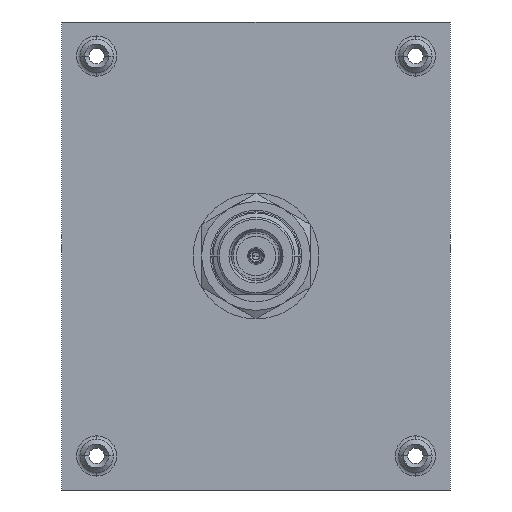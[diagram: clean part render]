
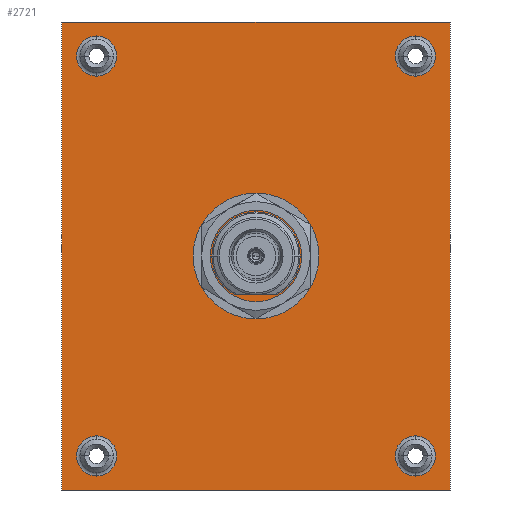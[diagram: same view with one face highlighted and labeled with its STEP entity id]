
A CAD part, front view. The second image highlights one B-rep face of the part: STEP entity #2721.
In plain terms, the highlighted planar face has unit normal (0, -1, 0).
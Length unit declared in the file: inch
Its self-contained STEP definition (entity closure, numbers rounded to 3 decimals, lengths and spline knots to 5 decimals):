
#49 = EDGE_CURVE ( 'NONE', #7400, #765, #9709, .T. ) ;
#65 = DIRECTION ( 'NONE',  ( 1., 0., 0. ) ) ;
#106 = EDGE_LOOP ( 'NONE', ( #6142, #8619 ) ) ;
#167 = DIRECTION ( 'NONE',  ( 0., 0., -1. ) ) ;
#175 = LINE ( 'NONE', #4640, #8941 ) ;
#381 = CARTESIAN_POINT ( 'NONE',  ( 0., 0., 0. ) ) ;
#576 = DIRECTION ( 'NONE',  ( 0., -1., 0. ) ) ;
#686 = DIRECTION ( 'NONE',  ( 0., 0., 1. ) ) ;
#765 = VERTEX_POINT ( 'NONE', #4698 ) ;
#992 = CARTESIAN_POINT ( 'NONE',  ( -1.1, 0., 1.51852 ) ) ;
#1125 = LINE ( 'NONE', #11999, #6644 ) ;
#1182 = PLANE ( 'NONE',  #7490 ) ;
#1269 = VERTEX_POINT ( 'NONE', #8929 ) ;
#1293 = DIRECTION ( 'NONE',  ( 0., -1., 0. ) ) ;
#1398 = CARTESIAN_POINT ( 'NONE',  ( 1.1, 0., -1.51852 ) ) ;
#1619 = VERTEX_POINT ( 'NONE', #6185 ) ;
#1700 = AXIS2_PLACEMENT_3D ( 'NONE', #3110, #5300, #5446 ) ;
#1761 = CIRCLE ( 'NONE', #10133, 0.13852 ) ;
#1858 = AXIS2_PLACEMENT_3D ( 'NONE', #3687, #576, #8152 ) ;
#1961 = FACE_OUTER_BOUND ( 'NONE', #3510, .T. ) ;
#2025 = FACE_BOUND ( 'NONE', #9552, .T. ) ;
#2145 = DIRECTION ( 'NONE',  ( 0., 0., -1. ) ) ;
#2414 = EDGE_CURVE ( 'NONE', #2546, #7001, #8629, .T. ) ;
#2478 = CARTESIAN_POINT ( 'NONE',  ( 1.1, 0., -1.38 ) ) ;
#2546 = VERTEX_POINT ( 'NONE', #1398 ) ;
#2573 = DIRECTION ( 'NONE',  ( 0., -1., 0. ) ) ;
#2721 = ADVANCED_FACE ( 'NONE', ( #11655, #8670, #13857, #3089, #2025, #1961 ), #1182, .T. ) ;
#2773 = CARTESIAN_POINT ( 'NONE',  ( -1.1, 0., 1.38 ) ) ;
#2901 = VERTEX_POINT ( 'NONE', #6959 ) ;
#2999 = VERTEX_POINT ( 'NONE', #8381 ) ;
#3089 = FACE_BOUND ( 'NONE', #11035, .T. ) ;
#3110 = CARTESIAN_POINT ( 'NONE',  ( 1.1, 0., 1.38 ) ) ;
#3153 = DIRECTION ( 'NONE',  ( 0., 0., -1. ) ) ;
#3272 = ORIENTED_EDGE ( 'NONE', *, *, #2414, .F. ) ;
#3471 = VERTEX_POINT ( 'NONE', #3637 ) ;
#3510 = EDGE_LOOP ( 'NONE', ( #12808, #12760, #8997, #6077 ) ) ;
#3558 = CARTESIAN_POINT ( 'NONE',  ( -1.1, 0., -1.38 ) ) ;
#3576 = DIRECTION ( 'NONE',  ( 0., 0., -1. ) ) ;
#3592 = AXIS2_PLACEMENT_3D ( 'NONE', #6034, #10377, #12487 ) ;
#3637 = CARTESIAN_POINT ( 'NONE',  ( 0., 0., 0.2525 ) ) ;
#3687 = CARTESIAN_POINT ( 'NONE',  ( 1.1, 0., -1.38 ) ) ;
#3777 = DIRECTION ( 'NONE',  ( 0., 0., -1. ) ) ;
#3923 = CARTESIAN_POINT ( 'NONE',  ( -1.1, 0., 1.38 ) ) ;
#4021 = EDGE_CURVE ( 'NONE', #5511, #6183, #9793, .T. ) ;
#4353 = AXIS2_PLACEMENT_3D ( 'NONE', #2773, #6222, #13544 ) ;
#4452 = CIRCLE ( 'NONE', #6029, 0.2525 ) ;
#4617 = CARTESIAN_POINT ( 'NONE',  ( -1.34, 0., 1.615 ) ) ;
#4640 = CARTESIAN_POINT ( 'NONE',  ( -1.34, 0., -1.615 ) ) ;
#4698 = CARTESIAN_POINT ( 'NONE',  ( 1.1, 0., 1.51852 ) ) ;
#4864 = ORIENTED_EDGE ( 'NONE', *, *, #10942, .F. ) ;
#4983 = EDGE_CURVE ( 'NONE', #6183, #5511, #6191, .T. ) ;
#5244 = LINE ( 'NONE', #7576, #5948 ) ;
#5300 = DIRECTION ( 'NONE',  ( 0., -1., 0. ) ) ;
#5446 = DIRECTION ( 'NONE',  ( 0., 0., -1. ) ) ;
#5511 = VERTEX_POINT ( 'NONE', #992 ) ;
#5529 = EDGE_CURVE ( 'NONE', #765, #7400, #11429, .T. ) ;
#5614 = DIRECTION ( 'NONE',  ( 0., 0., -1. ) ) ;
#5750 = AXIS2_PLACEMENT_3D ( 'NONE', #3923, #8105, #3777 ) ;
#5755 = DIRECTION ( 'NONE',  ( 0., -1., 0. ) ) ;
#5778 = VERTEX_POINT ( 'NONE', #10254 ) ;
#5948 = VECTOR ( 'NONE', #65, 39.37008 ) ;
#6029 = AXIS2_PLACEMENT_3D ( 'NONE', #381, #2573, #167 ) ;
#6034 = CARTESIAN_POINT ( 'NONE',  ( 1.1, 0., 1.38 ) ) ;
#6051 = LINE ( 'NONE', #9458, #12347 ) ;
#6062 = EDGE_CURVE ( 'NONE', #1619, #11862, #175, .T. ) ;
#6077 = ORIENTED_EDGE ( 'NONE', *, *, #7349, .T. ) ;
#6142 = ORIENTED_EDGE ( 'NONE', *, *, #49, .F. ) ;
#6173 = DIRECTION ( 'NONE',  ( 1., 0., 0. ) ) ;
#6179 = EDGE_LOOP ( 'NONE', ( #12192, #8180, #11492 ) ) ;
#6183 = VERTEX_POINT ( 'NONE', #9731 ) ;
#6185 = CARTESIAN_POINT ( 'NONE',  ( -1.34, 0., -1.615 ) ) ;
#6191 = CIRCLE ( 'NONE', #5750, 0.13852 ) ;
#6222 = DIRECTION ( 'NONE',  ( 0., -1., 0. ) ) ;
#6260 = CARTESIAN_POINT ( 'NONE',  ( -1.34, 0., -1.615 ) ) ;
#6397 = EDGE_CURVE ( 'NONE', #9428, #2999, #5244, .T. ) ;
#6484 = ORIENTED_EDGE ( 'NONE', *, *, #4983, .F. ) ;
#6644 = VECTOR ( 'NONE', #8754, 39.37008 ) ;
#6959 = CARTESIAN_POINT ( 'NONE',  ( -1.1, 0., -1.51852 ) ) ;
#7001 = VERTEX_POINT ( 'NONE', #9920 ) ;
#7190 = AXIS2_PLACEMENT_3D ( 'NONE', #2478, #1293, #10853 ) ;
#7349 = EDGE_CURVE ( 'NONE', #11862, #2999, #1125, .T. ) ;
#7400 = VERTEX_POINT ( 'NONE', #13005 ) ;
#7460 = LINE ( 'NONE', #7530, #8775 ) ;
#7490 = AXIS2_PLACEMENT_3D ( 'NONE', #6260, #13994, #3153 ) ;
#7530 = CARTESIAN_POINT ( 'NONE',  ( -1.34, 0., -0.2175 ) ) ;
#7576 = CARTESIAN_POINT ( 'NONE',  ( -1.34, 0., 1.615 ) ) ;
#7661 = DIRECTION ( 'NONE',  ( 0., -1., 0. ) ) ;
#7682 = DIRECTION ( 'NONE',  ( 0., -1., 0. ) ) ;
#7866 = CIRCLE ( 'NONE', #7190, 0.13852 ) ;
#7895 = DIRECTION ( 'NONE',  ( 1., 0., 0. ) ) ;
#8050 = ORIENTED_EDGE ( 'NONE', *, *, #4021, .F. ) ;
#8105 = DIRECTION ( 'NONE',  ( 0., -1., 0. ) ) ;
#8152 = DIRECTION ( 'NONE',  ( 0., 0., -1. ) ) ;
#8180 = ORIENTED_EDGE ( 'NONE', *, *, #13928, .F. ) ;
#8190 = CIRCLE ( 'NONE', #11132, 0.13852 ) ;
#8381 = CARTESIAN_POINT ( 'NONE',  ( 1.34, 0., 1.615 ) ) ;
#8619 = ORIENTED_EDGE ( 'NONE', *, *, #5529, .F. ) ;
#8629 = CIRCLE ( 'NONE', #1858, 0.13852 ) ;
#8670 = FACE_BOUND ( 'NONE', #11839, .T. ) ;
#8696 = EDGE_CURVE ( 'NONE', #1619, #9428, #6051, .T. ) ;
#8754 = DIRECTION ( 'NONE',  ( 0., 0., 1. ) ) ;
#8775 = VECTOR ( 'NONE', #6173, 39.37008 ) ;
#8815 = ORIENTED_EDGE ( 'NONE', *, *, #13617, .F. ) ;
#8929 = CARTESIAN_POINT ( 'NONE',  ( -1.1, 0., -1.24148 ) ) ;
#8941 = VECTOR ( 'NONE', #7895, 39.37008 ) ;
#8997 = ORIENTED_EDGE ( 'NONE', *, *, #6062, .T. ) ;
#9030 = EDGE_CURVE ( 'NONE', #3471, #5778, #4452, .T. ) ;
#9293 = EDGE_CURVE ( 'NONE', #12043, #3471, #12333, .T. ) ;
#9428 = VERTEX_POINT ( 'NONE', #4617 ) ;
#9458 = CARTESIAN_POINT ( 'NONE',  ( -1.34, 0., -1.615 ) ) ;
#9552 = EDGE_LOOP ( 'NONE', ( #3272, #4864 ) ) ;
#9709 = CIRCLE ( 'NONE', #3592, 0.13852 ) ;
#9731 = CARTESIAN_POINT ( 'NONE',  ( -1.1, 0., 1.24148 ) ) ;
#9793 = CIRCLE ( 'NONE', #4353, 0.13852 ) ;
#9920 = CARTESIAN_POINT ( 'NONE',  ( 1.1, 0., -1.24148 ) ) ;
#10133 = AXIS2_PLACEMENT_3D ( 'NONE', #3558, #5755, #5614 ) ;
#10254 = CARTESIAN_POINT ( 'NONE',  ( -0.12826, 0., -0.2175 ) ) ;
#10377 = DIRECTION ( 'NONE',  ( 0., -1., 0. ) ) ;
#10661 = EDGE_CURVE ( 'NONE', #1269, #2901, #1761, .T. ) ;
#10834 = ORIENTED_EDGE ( 'NONE', *, *, #10661, .F. ) ;
#10853 = DIRECTION ( 'NONE',  ( 0., 0., -1. ) ) ;
#10942 = EDGE_CURVE ( 'NONE', #7001, #2546, #7866, .T. ) ;
#11035 = EDGE_LOOP ( 'NONE', ( #8815, #10834 ) ) ;
#11132 = AXIS2_PLACEMENT_3D ( 'NONE', #11938, #7682, #3576 ) ;
#11429 = CIRCLE ( 'NONE', #1700, 0.13852 ) ;
#11482 = CARTESIAN_POINT ( 'NONE',  ( 0.12826, 0., -0.2175 ) ) ;
#11492 = ORIENTED_EDGE ( 'NONE', *, *, #9030, .F. ) ;
#11655 = FACE_BOUND ( 'NONE', #6179, .T. ) ;
#11839 = EDGE_LOOP ( 'NONE', ( #6484, #8050 ) ) ;
#11862 = VERTEX_POINT ( 'NONE', #12173 ) ;
#11938 = CARTESIAN_POINT ( 'NONE',  ( -1.1, 0., -1.38 ) ) ;
#11999 = CARTESIAN_POINT ( 'NONE',  ( 1.34, 0., -1.615 ) ) ;
#12043 = VERTEX_POINT ( 'NONE', #11482 ) ;
#12173 = CARTESIAN_POINT ( 'NONE',  ( 1.34, 0., -1.615 ) ) ;
#12192 = ORIENTED_EDGE ( 'NONE', *, *, #9293, .F. ) ;
#12333 = CIRCLE ( 'NONE', #12804, 0.2525 ) ;
#12347 = VECTOR ( 'NONE', #686, 39.37008 ) ;
#12487 = DIRECTION ( 'NONE',  ( 0., 0., -1. ) ) ;
#12760 = ORIENTED_EDGE ( 'NONE', *, *, #8696, .F. ) ;
#12804 = AXIS2_PLACEMENT_3D ( 'NONE', #13978, #7661, #2145 ) ;
#12808 = ORIENTED_EDGE ( 'NONE', *, *, #6397, .F. ) ;
#13005 = CARTESIAN_POINT ( 'NONE',  ( 1.1, 0., 1.24148 ) ) ;
#13544 = DIRECTION ( 'NONE',  ( 0., 0., -1. ) ) ;
#13617 = EDGE_CURVE ( 'NONE', #2901, #1269, #8190, .T. ) ;
#13857 = FACE_BOUND ( 'NONE', #106, .T. ) ;
#13928 = EDGE_CURVE ( 'NONE', #5778, #12043, #7460, .T. ) ;
#13978 = CARTESIAN_POINT ( 'NONE',  ( 0., 0., 0. ) ) ;
#13994 = DIRECTION ( 'NONE',  ( 0., -1., 0. ) ) ;
